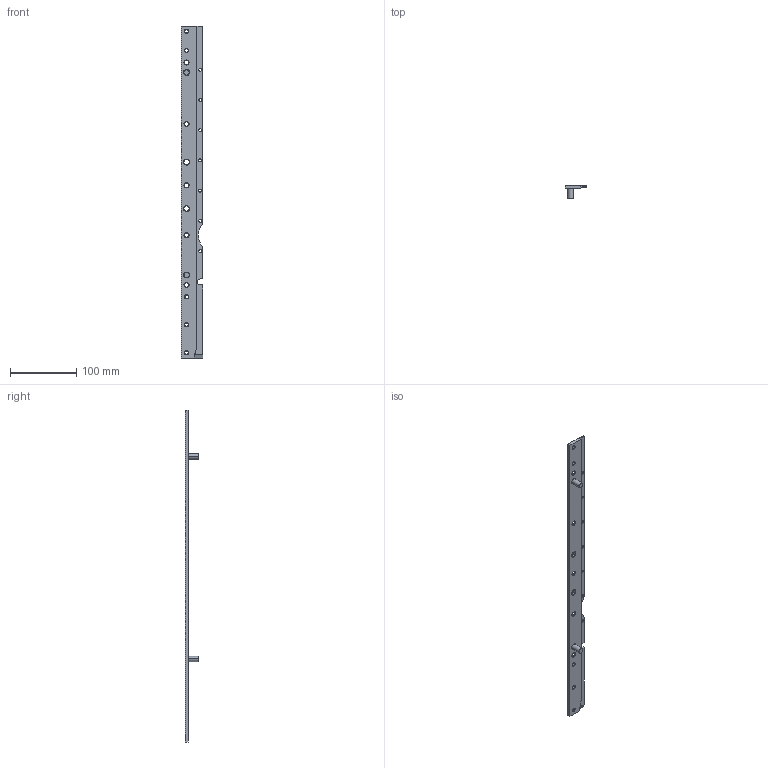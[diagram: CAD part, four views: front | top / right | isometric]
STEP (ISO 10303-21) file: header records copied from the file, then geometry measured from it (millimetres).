
FILE_DESCRIPTION (( 'STEP AP203' ), '1' );
FILE_NAME ('Assemblage guide goupille 8x20.STEP', '2023-02-28T11:05:20', ( '' ), ( '' ), 'SwSTEP 2.0', 'SolidWorks 2018', '' );
FILE_SCHEMA (( 'CONFIG_CONTROL_DESIGN' ));
Length unit declared in the file: millimetre
Products named in the file (3): Goupille 8x20; Assemblage guide goupille 8x20; Guide outil 53290287--11
Assembly tree (3 placements, depth 2):
  Assemblage guide goupille 8x20
    Guide outil 53290287--11
    Goupille 8x20  x2
Bounding box: 32.5 x 20 x 500 mm (x, y, z)
Volume: 60740.5 mm3; surface area: 38019.8 mm2
Topology: 3 solids, 3 shells, 138 faces, 350 edges, 218 vertices
Faces by surface type: cone 70, cylinder 50, plane 18
Entity records: 4531 total; most frequent: DIRECTION 814, CARTESIAN_POINT 698, ORIENTED_EDGE 688, EDGE_CURVE 344, AXIS2_PLACEMENT_3D 330, VERTEX_POINT 214, CIRCLE 190, EDGE_LOOP 176
